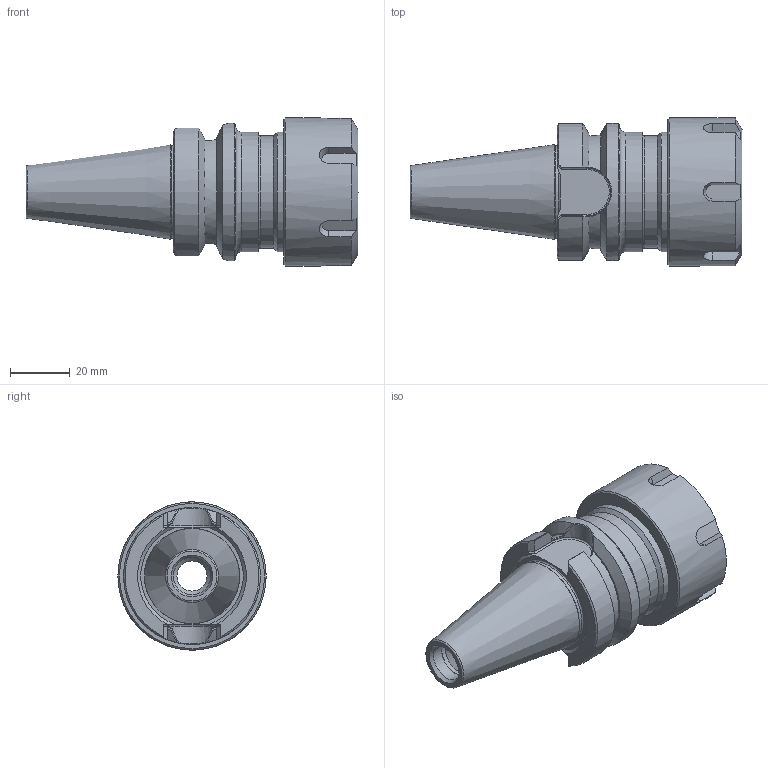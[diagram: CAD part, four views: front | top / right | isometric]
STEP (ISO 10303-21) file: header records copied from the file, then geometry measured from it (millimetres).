
FILE_DESCRIPTION(/* description */ ('ER COLLET CHUCK'),/* implementation_level */ '2;1');
FILE_NAME(/* name */ 'B30F-32ERP248.stp',/* time_stamp */ '2017-01-17T09:04:02-05:00',/* author */ ('davhar'),/* organization */ (''),/* preprocessor_version */ 'ST-DEVELOPER v16.1',/* originating_system */ 'Autodesk Inventor 2016',/* authorisation */ '');
FILE_SCHEMA (('AUTOMOTIVE_DESIGN { 1 0 10303 214 3 1 1 }'));
Length unit declared in the file: inch
Products named in the file (3): B30F-32ER236-1; 32ERPN; B30F-32ERP248
Assembly tree (2 placements, depth 2):
  B30F-32ERP248
    B30F-32ER236-1
    32ERPN
Bounding box: 111.4 x 49.73 x 49.73 mm (x, y, z)
Volume: 73571.7 mm3; surface area: 28020.9 mm2
Topology: 2 solids, 2 shells, 141 faces, 350 edges, 219 vertices
Faces by surface type: plane 48, cone 34, cylinder 30, bspline 18, torus 11
Full cylindrical faces by diameter (mm): 10.109 x1, 12.512 x1, 13.122 x1, 18.923 x1, 23.495 x1, 27 x1, 30.48 x1, 30.988 x1, 33.147 x1, 37.592 x1, 38.684 x1, 40 x1, 40.005 x1, 40.513 x1, 45.999 x1, 49.733 x1
Entity records: 4510 total; most frequent: CARTESIAN_POINT 1458, ORIENTED_EDGE 598, DIRECTION 556, EDGE_CURVE 299, AXIS2_PLACEMENT_3D 233, VERTEX_POINT 213, EDGE_LOOP 196, FACE_OUTER_BOUND 141
